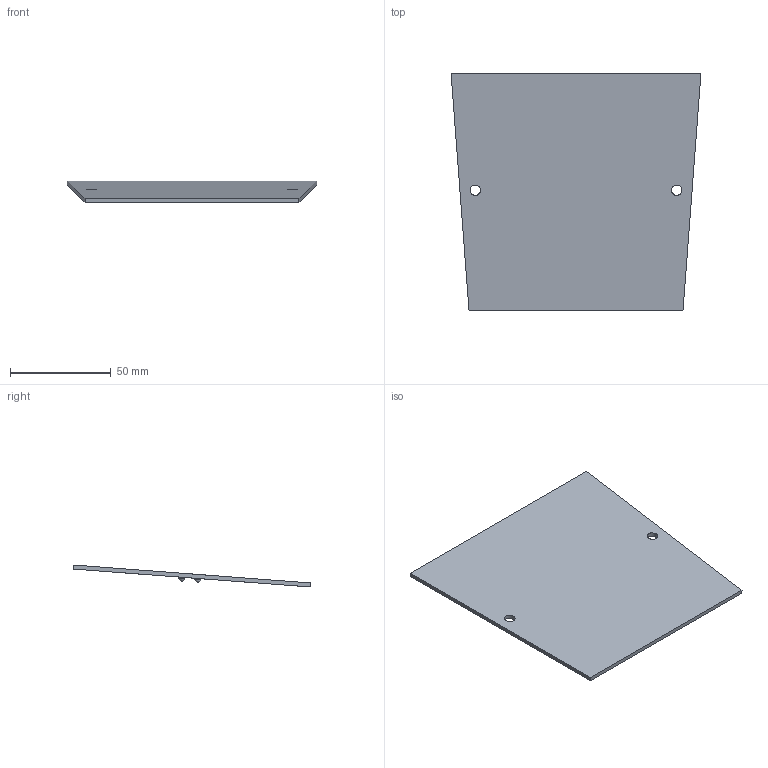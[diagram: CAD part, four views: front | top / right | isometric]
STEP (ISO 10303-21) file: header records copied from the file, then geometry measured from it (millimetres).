
FILE_DESCRIPTION(/* description */ (''),/* implementation_level */ '2;1');
FILE_NAME(/* name */ 'Lower case cover.step',/* time_stamp */ '2019-10-02T03:13:26+09:00',/* author */ (''),/* organization */ (''),/* preprocessor_version */ 'ST-DEVELOPER v18',/* originating_system */ 'Autodesk Translation Framework v8.6.0.1094',/* authorisation */ '');
FILE_SCHEMA (('AUTOMOTIVE_DESIGN { 1 0 10303 214 3 1 1 }'));
Length unit declared in the file: millimetre
Products named in the file (1): Lower case cover
Bounding box: 124.01 x 117.91 x 10.9 mm (x, y, z)
Volume: 27158 mm3; surface area: 28159.6 mm2
Topology: 1 solids, 1 shells, 20 faces, 60 edges, 42 vertices
Faces by surface type: plane 6, cylinder 6, torus 4, sphere 4
Full cylindrical faces by diameter (mm): 3 x4, 5.2 x2
Entity records: 738 total; most frequent: DIRECTION 136, CARTESIAN_POINT 119, ORIENTED_EDGE 112, AXIS2_PLACEMENT_3D 59, EDGE_CURVE 56, VERTEX_POINT 42, CIRCLE 38, EDGE_LOOP 28
